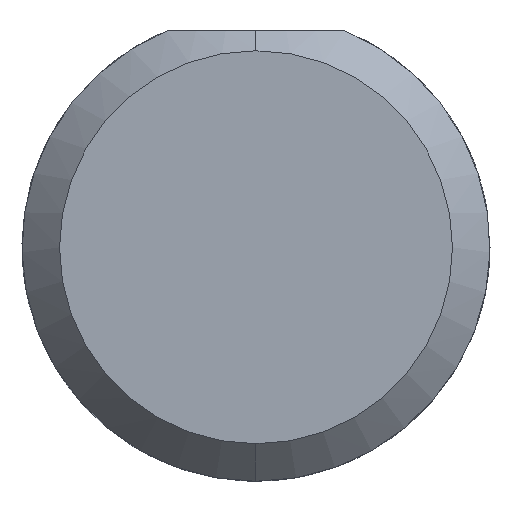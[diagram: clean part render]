
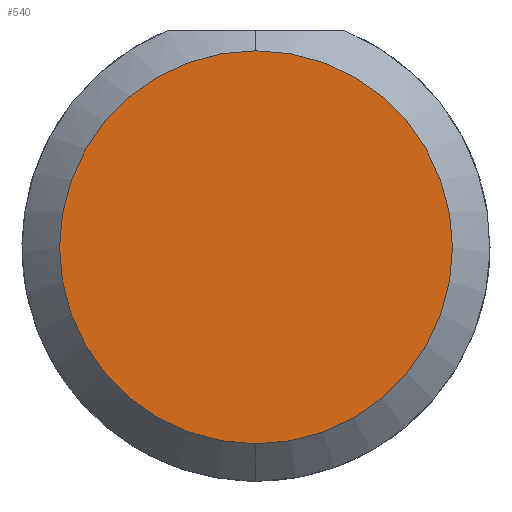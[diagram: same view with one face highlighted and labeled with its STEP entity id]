
A CAD part, left-side view. The second image highlights one B-rep face of the part: STEP entity #540.
In plain terms, the highlighted planar face has unit normal (-1, 0, 0).
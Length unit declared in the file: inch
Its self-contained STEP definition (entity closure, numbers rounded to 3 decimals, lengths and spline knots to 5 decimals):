
#52 = CARTESIAN_POINT ( 'NONE',  ( 0., 0., 0. ) ) ;
#60 = VERTEX_POINT ( 'NONE', #133 ) ;
#112 = EDGE_CURVE ( 'NONE', #345, #60, #167, .T. ) ;
#133 = CARTESIAN_POINT ( 'NONE',  ( 0., 0., 0.0786 ) ) ;
#167 = CIRCLE ( 'NONE', #992, 0.0786 ) ;
#178 = EDGE_LOOP ( 'NONE', ( #393, #288 ) ) ;
#196 = CIRCLE ( 'NONE', #789, 0.0786 ) ;
#218 = CARTESIAN_POINT ( 'NONE',  ( 0., 0., 0. ) ) ;
#219 = FACE_OUTER_BOUND ( 'NONE', #178, .T. ) ;
#288 = ORIENTED_EDGE ( 'NONE', *, *, #866, .T. ) ;
#292 = DIRECTION ( 'NONE',  ( 0., 0., -1. ) ) ;
#345 = VERTEX_POINT ( 'NONE', #910 ) ;
#364 = DIRECTION ( 'NONE',  ( 0., 0., -1. ) ) ;
#370 = DIRECTION ( 'NONE',  ( -1., 0., 0. ) ) ;
#393 = ORIENTED_EDGE ( 'NONE', *, *, #112, .T. ) ;
#540 = ADVANCED_FACE ( 'NONE', ( #219 ), #563, .F. ) ;
#563 = PLANE ( 'NONE',  #592 ) ;
#592 = AXIS2_PLACEMENT_3D ( 'NONE', #648, #960, #973 ) ;
#648 = CARTESIAN_POINT ( 'NONE',  ( 0., 0., 0. ) ) ;
#789 = AXIS2_PLACEMENT_3D ( 'NONE', #218, #370, #364 ) ;
#866 = EDGE_CURVE ( 'NONE', #60, #345, #196, .T. ) ;
#910 = CARTESIAN_POINT ( 'NONE',  ( 0., 0., -0.0786 ) ) ;
#960 = DIRECTION ( 'NONE',  ( 1., 0., 0. ) ) ;
#973 = DIRECTION ( 'NONE',  ( 0., 0., -1. ) ) ;
#992 = AXIS2_PLACEMENT_3D ( 'NONE', #52, #1012, #292 ) ;
#1012 = DIRECTION ( 'NONE',  ( -1., 0., 0. ) ) ;
